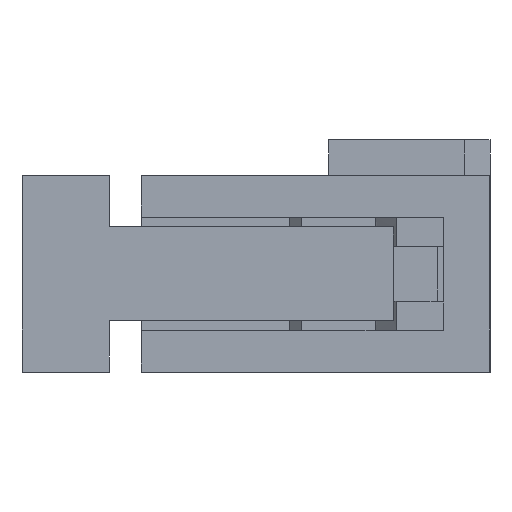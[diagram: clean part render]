
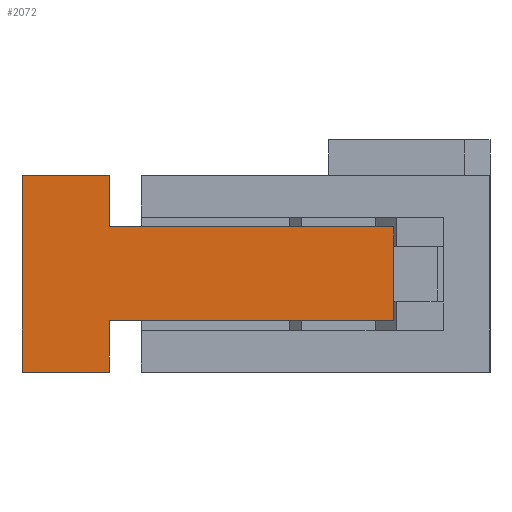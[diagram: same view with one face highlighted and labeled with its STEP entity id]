
A CAD part, left-side view. The second image highlights one B-rep face of the part: STEP entity #2072.
In plain terms, the highlighted planar face has unit normal (-1, 0, 0).
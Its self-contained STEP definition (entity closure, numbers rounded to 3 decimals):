
#2072=ADVANCED_FACE('',(#3030),#2552,.T.);
#2552=PLANE('',#11729);
#3030=FACE_OUTER_BOUND('',#3506,.T.);
#3506=EDGE_LOOP('',(#5379,#5380,#5381,#5382,#5383,#5384,#5385,#5386));
#5379=ORIENTED_EDGE('',*,*,#8447,.T.);
#5380=ORIENTED_EDGE('',*,*,#8448,.T.);
#5381=ORIENTED_EDGE('',*,*,#8445,.T.);
#5382=ORIENTED_EDGE('',*,*,#8449,.T.);
#5383=ORIENTED_EDGE('',*,*,#8450,.T.);
#5384=ORIENTED_EDGE('',*,*,#8365,.T.);
#5385=ORIENTED_EDGE('',*,*,#8451,.F.);
#5386=ORIENTED_EDGE('',*,*,#8364,.T.);
#7127=VERTEX_POINT('',#16273);
#7128=VERTEX_POINT('',#16275);
#7129=VERTEX_POINT('',#16279);
#7130=VERTEX_POINT('',#16280);
#7185=VERTEX_POINT('',#16449);
#7186=VERTEX_POINT('',#16451);
#7187=VERTEX_POINT('',#16455);
#7188=VERTEX_POINT('',#16458);
#8364=EDGE_CURVE('',#7127,#7128,#9710,.T.);
#8365=EDGE_CURVE('',#7129,#7130,#9711,.T.);
#8445=EDGE_CURVE('',#7186,#7185,#9787,.T.);
#8447=EDGE_CURVE('',#7128,#7187,#9789,.T.);
#8448=EDGE_CURVE('',#7187,#7186,#9790,.T.);
#8449=EDGE_CURVE('',#7185,#7188,#9791,.T.);
#8450=EDGE_CURVE('',#7188,#7129,#9792,.T.);
#8451=EDGE_CURVE('',#7127,#7130,#9793,.T.);
#9710=LINE('',#16276,#11038);
#9711=LINE('',#16278,#11039);
#9787=LINE('',#16450,#11115);
#9789=LINE('',#16454,#11117);
#9790=LINE('',#16456,#11118);
#9791=LINE('',#16457,#11119);
#9792=LINE('',#16459,#11120);
#9793=LINE('',#16460,#11121);
#11038=VECTOR('',#13627,1.);
#11039=VECTOR('',#13630,1.);
#11115=VECTOR('',#13752,1.);
#11117=VECTOR('',#13756,1.);
#11118=VECTOR('',#13757,1.);
#11119=VECTOR('',#13758,1.);
#11120=VECTOR('',#13759,1.);
#11121=VECTOR('',#13760,1.);
#11729=AXIS2_PLACEMENT_3D('',#16461,#13761,#13762);
#13627=DIRECTION('',(0.,-1.,0.));
#13630=DIRECTION('',(0.,1.,0.));
#13752=DIRECTION('',(0.,0.,1.));
#13756=DIRECTION('',(0.,0.,1.));
#13757=DIRECTION('',(0.,-1.,0.));
#13758=DIRECTION('',(0.,1.,0.));
#13759=DIRECTION('',(0.,0.,1.));
#13760=DIRECTION('',(0.,0.,1.));
#13761=DIRECTION('',(-1.,0.,0.));
#13762=DIRECTION('',(0.,-1.,0.));
#16273=CARTESIAN_POINT('',(0.,14.5,0.));
#16275=CARTESIAN_POINT('',(0.,11.79,0.));
#16276=CARTESIAN_POINT('',(0.,14.5,0.));
#16278=CARTESIAN_POINT('',(0.,11.79,6.1));
#16279=CARTESIAN_POINT('',(0.,11.79,6.1));
#16280=CARTESIAN_POINT('',(0.,14.5,6.1));
#16449=CARTESIAN_POINT('',(0.,2.99,4.5));
#16450=CARTESIAN_POINT('',(0.,2.99,1.6));
#16451=CARTESIAN_POINT('',(0.,2.99,1.6));
#16454=CARTESIAN_POINT('',(0.,11.79,0.));
#16455=CARTESIAN_POINT('',(0.,11.79,1.6));
#16456=CARTESIAN_POINT('',(0.,11.79,1.6));
#16457=CARTESIAN_POINT('',(0.,2.99,4.5));
#16458=CARTESIAN_POINT('',(0.,11.79,4.5));
#16459=CARTESIAN_POINT('',(0.,11.79,4.5));
#16460=CARTESIAN_POINT('',(0.,14.5,0.));
#16461=CARTESIAN_POINT('',(0.,14.7,-0.2));
